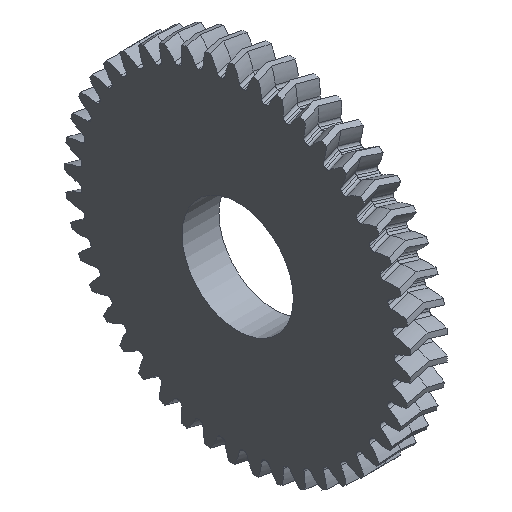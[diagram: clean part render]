
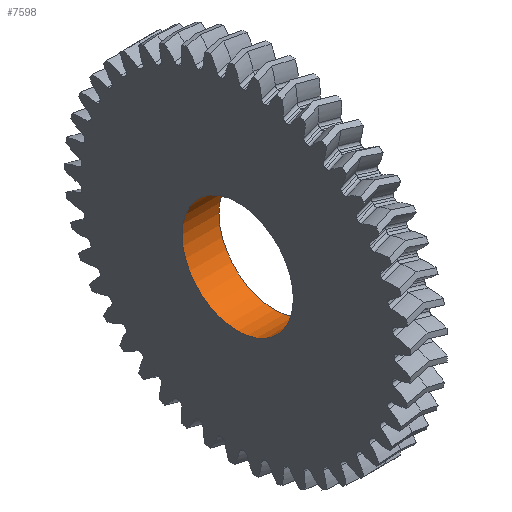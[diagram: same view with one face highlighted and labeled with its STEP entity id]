
A CAD part, isometric view. The second image highlights one B-rep face of the part: STEP entity #7598.
In plain terms, the highlighted cylindrical face has radius 7.55 mm (diameter 15.1 mm), a full revolution.
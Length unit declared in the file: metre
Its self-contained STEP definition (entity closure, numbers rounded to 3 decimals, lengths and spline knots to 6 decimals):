
#1990=ORIENTED_EDGE('',*,*,#4062,.F.);
#1991=ORIENTED_EDGE('',*,*,#4289,.T.);
#4062=EDGE_CURVE('',#5369,#5369,#6005,.T.);
#4289=EDGE_CURVE('',#5552,#5552,#6142,.T.);
#5369=VERTEX_POINT('',#11249);
#5552=VERTEX_POINT('',#13640);
#6005=CIRCLE('',#8196,0.00755);
#6142=CIRCLE('',#8334,0.00755);
#6462=EDGE_LOOP('',(#1990));
#6463=EDGE_LOOP('',(#1991));
#6963=FACE_BOUND('',#6462,.T.);
#6964=FACE_BOUND('',#6463,.T.);
#7460=CYLINDRICAL_SURFACE('',#8471,0.00755);
#7598=ADVANCED_FACE('',(#6963,#6964),#7460,.F.);
#8196=AXIS2_PLACEMENT_3D('',#11248,#8966,#8967);
#8334=AXIS2_PLACEMENT_3D('',#13639,#9242,#9243);
#8471=AXIS2_PLACEMENT_3D('',#16029,#9516,#9517);
#8966=DIRECTION('',(-1.,0.,0.));
#8967=DIRECTION('',(0.,0.,1.));
#9242=DIRECTION('',(-1.,0.,0.));
#9243=DIRECTION('',(0.,0.,1.));
#9516=DIRECTION('',(-1.,0.,0.));
#9517=DIRECTION('',(0.,0.,1.));
#11248=CARTESIAN_POINT('',(0.056899,0.,0.));
#11249=CARTESIAN_POINT('',(0.056899,0.,0.00755));
#13639=CARTESIAN_POINT('',(0.051899,0.,0.));
#13640=CARTESIAN_POINT('',(0.051899,0.,0.00755));
#16029=CARTESIAN_POINT('',(0.056899,0.,0.));
